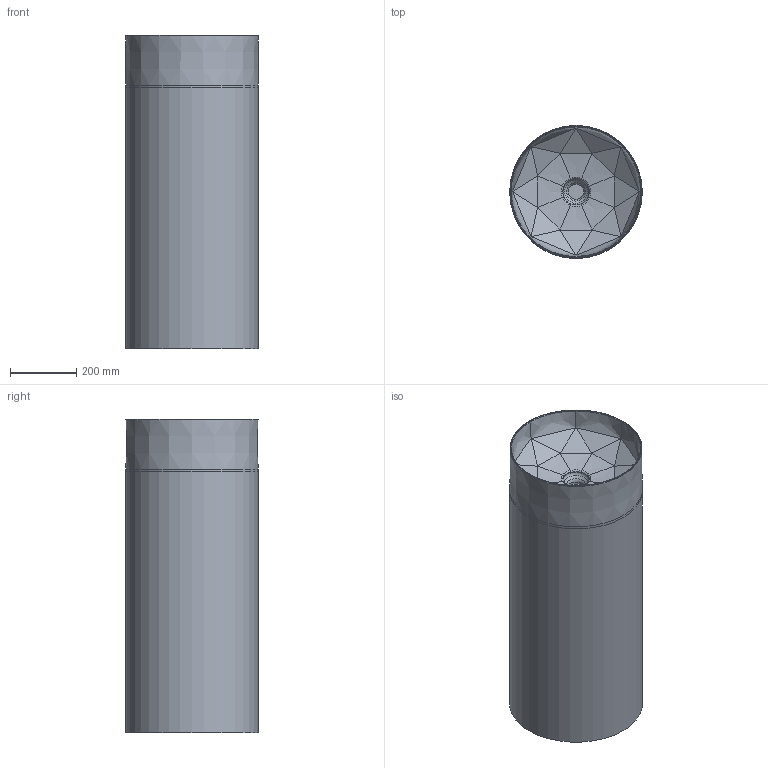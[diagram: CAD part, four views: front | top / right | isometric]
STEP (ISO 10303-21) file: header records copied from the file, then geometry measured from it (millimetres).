
FILE_DESCRIPTION(/* description */ (''),/* implementation_level */ '2;1');
FILE_NAME(/* name */ '417000_Octagon.stp',/* time_stamp */ '2019-01-31T10:39:22+01:00',/* author */ (''),/* organization */ (''),/* preprocessor_version */ 'ST-DEVELOPER v16',/* originating_system */ 'SIEMENS PLM Software NX 10.0',/* authorisation */ '');
FILE_SCHEMA (('AUTOMOTIVE_DESIGN { 1 0 10303 214 3 1 1 1 }'));
Length unit declared in the file: millimetre
Products named in the file (1): math2F08A81B6mkj
Bounding box: 400 x 400 x 945 mm (x, y, z)
Volume: 108307835.4 mm3; surface area: 2011753.1 mm2
Topology: 3 solids, 3 shells, 65 faces, 123 edges, 66 vertices
Faces by surface type: bspline 32, plane 24, cone 4, torus 3, cylinder 2
Full cylindrical faces by diameter (mm): 400 x2
Entity records: 2886 total; most frequent: CARTESIAN_POINT 1868, ORIENTED_EDGE 220, DIRECTION 120, EDGE_CURVE 110, EDGE_LOOP 78, B_SPLINE_CURVE_WITH_KNOTS 70, ADVANCED_FACE 65, VERTEX_POINT 62
